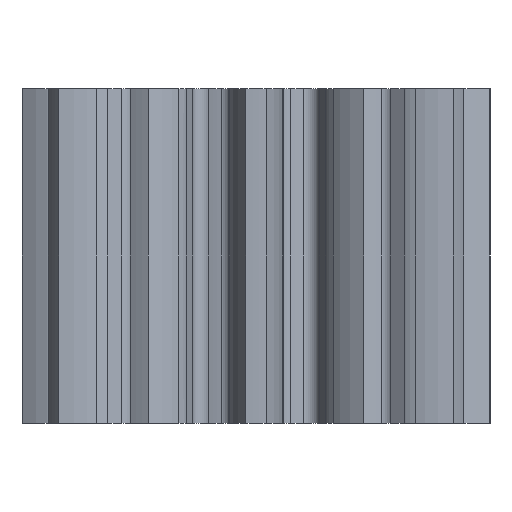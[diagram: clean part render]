
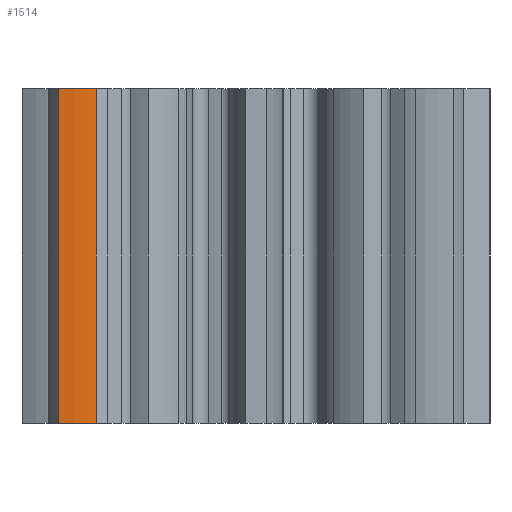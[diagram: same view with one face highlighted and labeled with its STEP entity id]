
A CAD part, left-side view. The second image highlights one B-rep face of the part: STEP entity #1514.
In plain terms, the highlighted face is a extrusion surface.
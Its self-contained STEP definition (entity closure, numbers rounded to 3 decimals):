
#1487 = VERTEX_POINT('',#1488);
#1488 = CARTESIAN_POINT('',(-5.648,8.852,15.));
#1495 = EDGE_CURVE('',#1496,#1487,#1498,.T.);
#1496 = VERTEX_POINT('',#1497);
#1497 = CARTESIAN_POINT('',(-5.648,8.852,0.));
#1498 = LINE('',#1499,#1500);
#1499 = CARTESIAN_POINT('',(-5.648,8.852,0.));
#1500 = VECTOR('',#1501,1.);
#1501 = DIRECTION('',(0.,0.,1.));
#1514 = ADVANCED_FACE('',(#1515),#1542,.F.);
#1515 = FACE_BOUND('',#1516,.F.);
#1516 = EDGE_LOOP('',(#1517,#1518,#1527,#1535));
#1517 = ORIENTED_EDGE('',*,*,#1495,.T.);
#1518 = ORIENTED_EDGE('',*,*,#1519,.T.);
#1519 = EDGE_CURVE('',#1487,#1520,#1522,.T.);
#1520 = VERTEX_POINT('',#1521);
#1521 = CARTESIAN_POINT('',(-5.488,7.169,15.));
#1522 = B_SPLINE_CURVE_WITH_KNOTS('',3,(#1523,#1524,#1525,#1526),
  .UNSPECIFIED.,.F.,.F.,(4,4),(0.,1.),.PIECEWISE_BEZIER_KNOTS.);
#1523 = CARTESIAN_POINT('',(-5.648,8.852,15.));
#1524 = CARTESIAN_POINT('',(-5.697,8.092,15.));
#1525 = CARTESIAN_POINT('',(-5.599,7.535,15.));
#1526 = CARTESIAN_POINT('',(-5.488,7.169,15.));
#1527 = ORIENTED_EDGE('',*,*,#1528,.F.);
#1528 = EDGE_CURVE('',#1529,#1520,#1531,.T.);
#1529 = VERTEX_POINT('',#1530);
#1530 = CARTESIAN_POINT('',(-5.488,7.169,0.));
#1531 = LINE('',#1532,#1533);
#1532 = CARTESIAN_POINT('',(-5.488,7.169,0.));
#1533 = VECTOR('',#1534,1.);
#1534 = DIRECTION('',(0.,0.,1.));
#1535 = ORIENTED_EDGE('',*,*,#1536,.F.);
#1536 = EDGE_CURVE('',#1496,#1529,#1537,.T.);
#1537 = B_SPLINE_CURVE_WITH_KNOTS('',3,(#1538,#1539,#1540,#1541),
  .UNSPECIFIED.,.F.,.F.,(4,4),(0.,1.),.PIECEWISE_BEZIER_KNOTS.);
#1538 = CARTESIAN_POINT('',(-5.648,8.852,0.));
#1539 = CARTESIAN_POINT('',(-5.697,8.092,0.));
#1540 = CARTESIAN_POINT('',(-5.599,7.535,0.));
#1541 = CARTESIAN_POINT('',(-5.488,7.169,0.));
#1542 = SURFACE_OF_LINEAR_EXTRUSION('',#1543,#1548);
#1543 = B_SPLINE_CURVE_WITH_KNOTS('',3,(#1544,#1545,#1546,#1547),
  .UNSPECIFIED.,.F.,.F.,(4,4),(0.,1.),.PIECEWISE_BEZIER_KNOTS.);
#1544 = CARTESIAN_POINT('',(-5.648,8.852,0.));
#1545 = CARTESIAN_POINT('',(-5.697,8.092,0.));
#1546 = CARTESIAN_POINT('',(-5.599,7.535,0.));
#1547 = CARTESIAN_POINT('',(-5.488,7.169,0.));
#1548 = VECTOR('',#1549,1.);
#1549 = DIRECTION('',(-0.,-0.,-1.));
